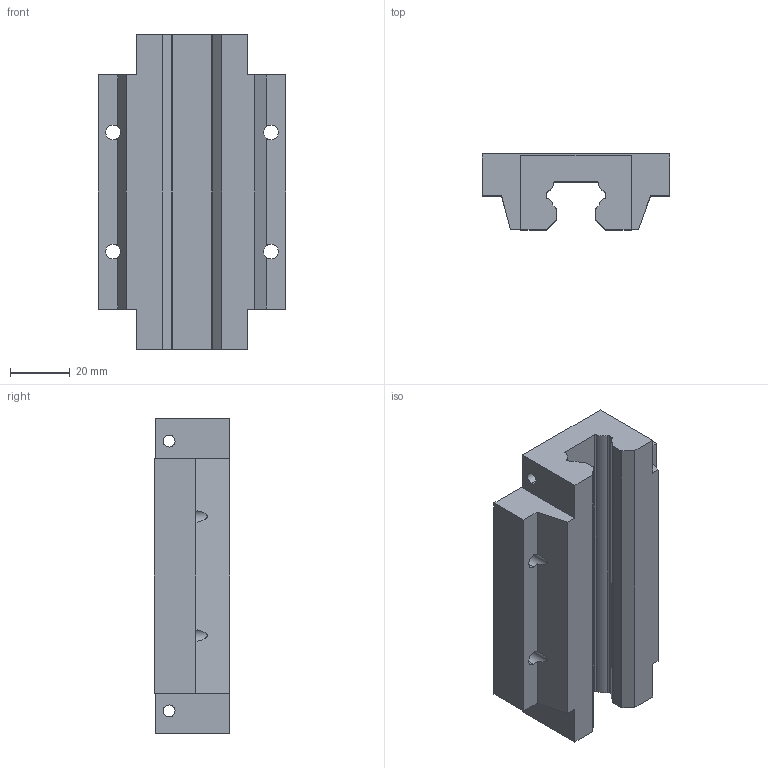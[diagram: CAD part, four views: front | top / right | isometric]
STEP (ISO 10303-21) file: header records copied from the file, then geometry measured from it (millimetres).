
FILE_DESCRIPTION (( 'STEP AP214' ), '1' );
FILE_NAME ('B549 Ðåëüñîâàÿ êàðåòêà HGW 20CC.STEP', '2026-01-31T20:43:54', ( '' ), ( '' ), 'SwSTEP 2.0', 'SolidWorks 2026', '' );
FILE_SCHEMA (( 'AUTOMOTIVE_DESIGN' ));
Length unit declared in the file: millimetre
Products named in the file (1): B549 Рельсовая каретка HGW 20CC
Bounding box: 63 x 25.4 x 105.6 mm (x, y, z)
Volume: 106770.1 mm3; surface area: 24320.2 mm2
Topology: 1 solids, 1 shells, 56 faces, 174 edges, 116 vertices
Faces by surface type: cylinder 28, plane 28
Entity records: 2005 total; most frequent: CARTESIAN_POINT 359, ORIENTED_EDGE 348, DIRECTION 344, EDGE_CURVE 174, AXIS2_PLACEMENT_3D 117, VERTEX_POINT 116, VECTOR 110, LINE 110
